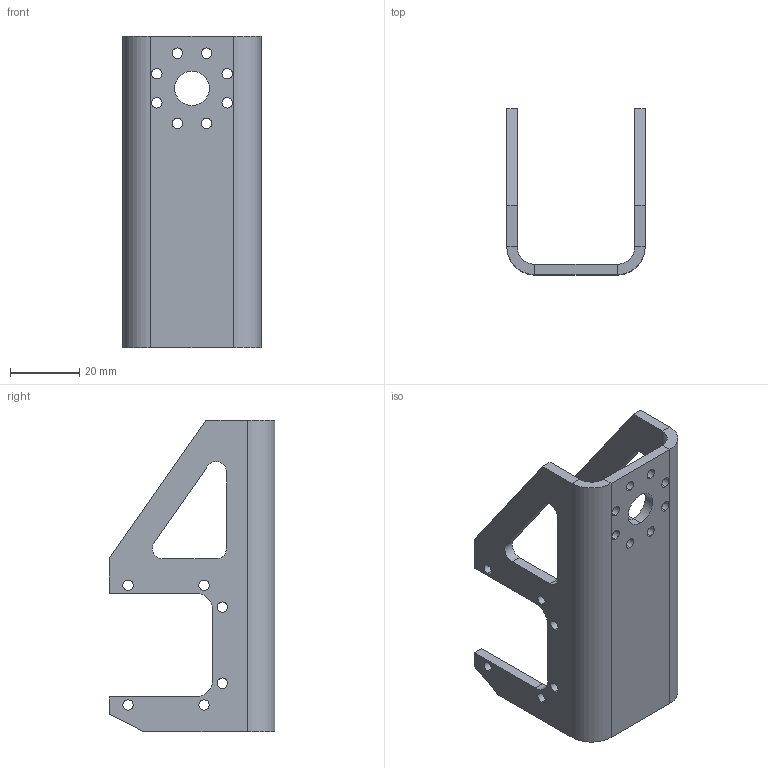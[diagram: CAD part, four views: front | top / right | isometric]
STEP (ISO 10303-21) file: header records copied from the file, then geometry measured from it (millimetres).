
FILE_DESCRIPTION (( 'STEP AP214' ), '1' );
FILE_NAME ('AKT U 3x48x40x48x90.STEP', '2019-10-23T06:10:57', ( '' ), ( '' ), 'SwSTEP 2.0', 'SolidWorks 2019', '' );
FILE_SCHEMA (( 'AUTOMOTIVE_DESIGN' ));
Length unit declared in the file: millimetre
Products named in the file (2): AKT U 3x48x40x48x90
Bounding box: 40 x 48 x 90 mm (x, y, z)
Volume: 21730.4 mm3; surface area: 17129.9 mm2
Topology: 1 solids, 1 shells, 92 faces, 254 edges, 164 vertices
Faces by surface type: cylinder 56, plane 36
Entity records: 3103 total; most frequent: DIRECTION 554, CARTESIAN_POINT 512, ORIENTED_EDGE 508, EDGE_CURVE 254, AXIS2_PLACEMENT_3D 206, VERTEX_POINT 164, VECTOR 142, LINE 142
